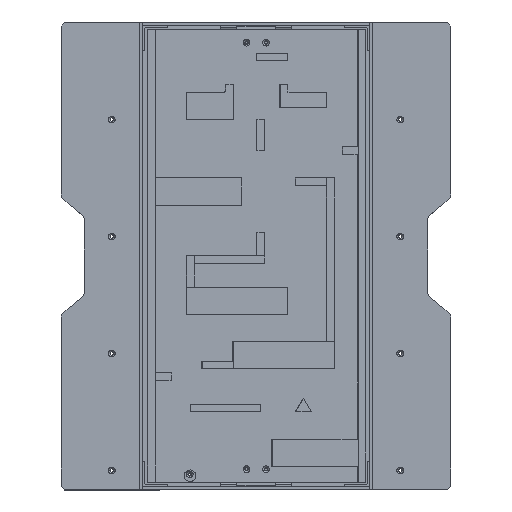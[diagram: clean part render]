
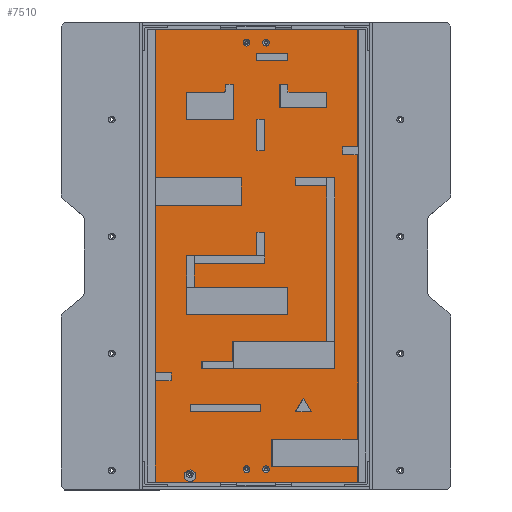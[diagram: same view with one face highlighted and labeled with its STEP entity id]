
A CAD part, top view. The second image highlights one B-rep face of the part: STEP entity #7510.
In plain terms, the highlighted face is planar.
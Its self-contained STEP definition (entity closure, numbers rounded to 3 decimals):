
#105 = EDGE_LOOP ( 'NONE', ( #11388, #10354 ) ) ;
#237 = AXIS2_PLACEMENT_3D ( 'NONE', #5866, #14719, #7152 ) ;
#333 = ORIENTED_EDGE ( 'NONE', *, *, #5354, .F. ) ;
#734 = CARTESIAN_POINT ( 'NONE',  ( 62.5, 8., 4. ) ) ;
#975 = DIRECTION ( 'NONE',  ( 1., 0., 0. ) ) ;
#1228 = DIRECTION ( 'NONE',  ( 0., 0., -1. ) ) ;
#1230 = EDGE_CURVE ( 'NONE', #2224, #4463, #3270, .T. ) ;
#1291 = AXIS2_PLACEMENT_3D ( 'NONE', #10810, #3189, #12081 ) ;
#1479 = CIRCLE ( 'NONE', #16442, 4.3 ) ;
#1497 = CARTESIAN_POINT ( 'NONE',  ( 148.2, 16.5, 4. ) ) ;
#1869 = ORIENTED_EDGE ( 'NONE', *, *, #7540, .F. ) ;
#1906 = FACE_BOUND ( 'NONE', #11165, .T. ) ;
#1923 = CARTESIAN_POINT ( 'NONE',  ( 156.8, 563.5, 4. ) ) ;
#2016 = EDGE_LOOP ( 'NONE', ( #3812, #4240, #10413, #10823 ) ) ;
#2224 = VERTEX_POINT ( 'NONE', #7974 ) ;
#2321 = VERTEX_POINT ( 'NONE', #4235 ) ;
#2336 = VERTEX_POINT ( 'NONE', #3135 ) ;
#2348 = CARTESIAN_POINT ( 'NONE',  ( 152.5, 563.5, 4. ) ) ;
#2486 = CARTESIAN_POINT ( 'NONE',  ( 0., 0., 4. ) ) ;
#2596 = CARTESIAN_POINT ( 'NONE',  ( 127.5, 563.5, 4. ) ) ;
#2712 = FACE_BOUND ( 'NONE', #105, .T. ) ;
#2788 = EDGE_LOOP ( 'NONE', ( #333, #12175 ) ) ;
#2945 = CARTESIAN_POINT ( 'NONE',  ( 0., 580., 4. ) ) ;
#2999 = EDGE_CURVE ( 'NONE', #4463, #13152, #16463, .T. ) ;
#3135 = CARTESIAN_POINT ( 'NONE',  ( 131.8, 16.5, 4. ) ) ;
#3185 = CIRCLE ( 'NONE', #6834, 4.3 ) ;
#3189 = DIRECTION ( 'NONE',  ( 0., 0., 1. ) ) ;
#3200 = CARTESIAN_POINT ( 'NONE',  ( 280., 0., 4. ) ) ;
#3270 = LINE ( 'NONE', #7976, #6279 ) ;
#3478 = EDGE_CURVE ( 'NONE', #9182, #2224, #10578, .T. ) ;
#3657 = DIRECTION ( 'NONE',  ( 1., 0., 0. ) ) ;
#3709 = AXIS2_PLACEMENT_3D ( 'NONE', #7247, #16052, #8538 ) ;
#3775 = VERTEX_POINT ( 'NONE', #11160 ) ;
#3812 = ORIENTED_EDGE ( 'NONE', *, *, #3478, .T. ) ;
#3898 = DIRECTION ( 'NONE',  ( 1., 0., 0. ) ) ;
#4235 = CARTESIAN_POINT ( 'NONE',  ( 148.2, 563.5, 4. ) ) ;
#4240 = ORIENTED_EDGE ( 'NONE', *, *, #1230, .T. ) ;
#4463 = VERTEX_POINT ( 'NONE', #3200 ) ;
#4566 = CIRCLE ( 'NONE', #1291, 4.3 ) ;
#4690 = DIRECTION ( 'NONE',  ( 0., 0., 1. ) ) ;
#4994 = CIRCLE ( 'NONE', #13616, 4.3 ) ;
#5199 = EDGE_CURVE ( 'NONE', #5769, #3775, #3185, .T. ) ;
#5325 = FACE_BOUND ( 'NONE', #13321, .T. ) ;
#5354 = EDGE_CURVE ( 'NONE', #3775, #5769, #4994, .T. ) ;
#5515 = CIRCLE ( 'NONE', #13439, 4.3 ) ;
#5534 = DIRECTION ( 'NONE',  ( -1., 0., 0. ) ) ;
#5689 = AXIS2_PLACEMENT_3D ( 'NONE', #12272, #4690, #13526 ) ;
#5769 = VERTEX_POINT ( 'NONE', #1497 ) ;
#5866 = CARTESIAN_POINT ( 'NONE',  ( 55., 8., 4. ) ) ;
#5885 = ORIENTED_EDGE ( 'NONE', *, *, #8121, .F. ) ;
#6043 = LINE ( 'NONE', #2945, #9028 ) ;
#6095 = VERTEX_POINT ( 'NONE', #6440 ) ;
#6122 = CARTESIAN_POINT ( 'NONE',  ( 123.2, 563.5, 4. ) ) ;
#6279 = VECTOR ( 'NONE', #7940, 1000. ) ;
#6440 = CARTESIAN_POINT ( 'NONE',  ( 131.8, 563.5, 4. ) ) ;
#6525 = FACE_BOUND ( 'NONE', #12876, .T. ) ;
#6625 = CIRCLE ( 'NONE', #3709, 7.5 ) ;
#6654 = CARTESIAN_POINT ( 'NONE',  ( 47.5, 8., 4. ) ) ;
#6834 = AXIS2_PLACEMENT_3D ( 'NONE', #8020, #7968, #7561 ) ;
#7033 = CARTESIAN_POINT ( 'NONE',  ( 127.5, 16.5, 4. ) ) ;
#7126 = EDGE_CURVE ( 'NONE', #16393, #2336, #10119, .T. ) ;
#7152 = DIRECTION ( 'NONE',  ( 1., 0., 0. ) ) ;
#7176 = EDGE_CURVE ( 'NONE', #12833, #8620, #9723, .T. ) ;
#7247 = CARTESIAN_POINT ( 'NONE',  ( 55., 8., 4. ) ) ;
#7510 = ADVANCED_FACE ( 'NONE', ( #6525, #5325, #1906, #15038, #2712, #8728 ), #16424, .F. ) ;
#7540 = EDGE_CURVE ( 'NONE', #13950, #6095, #1479, .T. ) ;
#7561 = DIRECTION ( 'NONE',  ( 1., 0., 0. ) ) ;
#7901 = CIRCLE ( 'NONE', #11623, 4.3 ) ;
#7940 = DIRECTION ( 'NONE',  ( 1., 0., 0. ) ) ;
#7968 = DIRECTION ( 'NONE',  ( 0., 0., 1. ) ) ;
#7974 = CARTESIAN_POINT ( 'NONE',  ( 0., 0., 4. ) ) ;
#7976 = CARTESIAN_POINT ( 'NONE',  ( 0., 0., 4. ) ) ;
#8018 = EDGE_CURVE ( 'NONE', #2336, #16393, #12451, .T. ) ;
#8020 = CARTESIAN_POINT ( 'NONE',  ( 152.5, 16.5, 4. ) ) ;
#8026 = ORIENTED_EDGE ( 'NONE', *, *, #8018, .F. ) ;
#8076 = CARTESIAN_POINT ( 'NONE',  ( 0., 0., 4. ) ) ;
#8121 = EDGE_CURVE ( 'NONE', #11517, #2321, #7901, .T. ) ;
#8328 = DIRECTION ( 'NONE',  ( 1., 0., 0. ) ) ;
#8538 = DIRECTION ( 'NONE',  ( 1., 0., 0. ) ) ;
#8620 = VERTEX_POINT ( 'NONE', #734 ) ;
#8692 = DIRECTION ( 'NONE',  ( 0., 0., 1. ) ) ;
#8728 = FACE_OUTER_BOUND ( 'NONE', #2016, .T. ) ;
#8907 = ORIENTED_EDGE ( 'NONE', *, *, #10751, .F. ) ;
#9002 = ORIENTED_EDGE ( 'NONE', *, *, #7126, .F. ) ;
#9028 = VECTOR ( 'NONE', #5534, 1000. ) ;
#9182 = VERTEX_POINT ( 'NONE', #13166 ) ;
#9367 = DIRECTION ( 'NONE',  ( 0., -1., 0. ) ) ;
#9723 = CIRCLE ( 'NONE', #237, 7.5 ) ;
#10119 = CIRCLE ( 'NONE', #13413, 4.3 ) ;
#10194 = DIRECTION ( 'NONE',  ( -1., 0., 0. ) ) ;
#10354 = ORIENTED_EDGE ( 'NONE', *, *, #7176, .F. ) ;
#10413 = ORIENTED_EDGE ( 'NONE', *, *, #2999, .T. ) ;
#10578 = LINE ( 'NONE', #8076, #13939 ) ;
#10751 = EDGE_CURVE ( 'NONE', #6095, #13950, #4566, .T. ) ;
#10810 = CARTESIAN_POINT ( 'NONE',  ( 127.5, 563.5, 4. ) ) ;
#10823 = ORIENTED_EDGE ( 'NONE', *, *, #15088, .T. ) ;
#11160 = CARTESIAN_POINT ( 'NONE',  ( 156.8, 16.5, 4. ) ) ;
#11165 = EDGE_LOOP ( 'NONE', ( #8026, #9002 ) ) ;
#11264 = DIRECTION ( 'NONE',  ( 0., 0., 1. ) ) ;
#11388 = ORIENTED_EDGE ( 'NONE', *, *, #15325, .F. ) ;
#11502 = DIRECTION ( 'NONE',  ( 0., 0., 1. ) ) ;
#11517 = VERTEX_POINT ( 'NONE', #1923 ) ;
#11530 = CARTESIAN_POINT ( 'NONE',  ( 123.2, 16.5, 4. ) ) ;
#11623 = AXIS2_PLACEMENT_3D ( 'NONE', #16201, #8692, #975 ) ;
#12081 = DIRECTION ( 'NONE',  ( 1., 0., 0. ) ) ;
#12175 = ORIENTED_EDGE ( 'NONE', *, *, #5199, .F. ) ;
#12272 = CARTESIAN_POINT ( 'NONE',  ( 127.5, 16.5, 4. ) ) ;
#12451 = CIRCLE ( 'NONE', #5689, 4.3 ) ;
#12561 = EDGE_CURVE ( 'NONE', #2321, #11517, #5515, .T. ) ;
#12833 = VERTEX_POINT ( 'NONE', #6654 ) ;
#12876 = EDGE_LOOP ( 'NONE', ( #8907, #1869 ) ) ;
#13152 = VERTEX_POINT ( 'NONE', #14781 ) ;
#13166 = CARTESIAN_POINT ( 'NONE',  ( 0., 580., 4. ) ) ;
#13321 = EDGE_LOOP ( 'NONE', ( #5885, #15183 ) ) ;
#13413 = AXIS2_PLACEMENT_3D ( 'NONE', #7033, #15848, #8328 ) ;
#13439 = AXIS2_PLACEMENT_3D ( 'NONE', #2348, #11264, #3657 ) ;
#13526 = DIRECTION ( 'NONE',  ( 1., 0., 0. ) ) ;
#13544 = VECTOR ( 'NONE', #14919, 1000. ) ;
#13616 = AXIS2_PLACEMENT_3D ( 'NONE', #14582, #14478, #14419 ) ;
#13697 = CARTESIAN_POINT ( 'NONE',  ( 280., 0., 4. ) ) ;
#13939 = VECTOR ( 'NONE', #9367, 1000. ) ;
#13950 = VERTEX_POINT ( 'NONE', #6122 ) ;
#14419 = DIRECTION ( 'NONE',  ( 1., 0., 0. ) ) ;
#14478 = DIRECTION ( 'NONE',  ( 0., 0., 1. ) ) ;
#14582 = CARTESIAN_POINT ( 'NONE',  ( 152.5, 16.5, 4. ) ) ;
#14719 = DIRECTION ( 'NONE',  ( 0., 0., 1. ) ) ;
#14781 = CARTESIAN_POINT ( 'NONE',  ( 280., 580., 4. ) ) ;
#14919 = DIRECTION ( 'NONE',  ( 0., 1., 0. ) ) ;
#15038 = FACE_BOUND ( 'NONE', #2788, .T. ) ;
#15088 = EDGE_CURVE ( 'NONE', #13152, #9182, #6043, .T. ) ;
#15183 = ORIENTED_EDGE ( 'NONE', *, *, #12561, .F. ) ;
#15325 = EDGE_CURVE ( 'NONE', #8620, #12833, #6625, .T. ) ;
#15626 = AXIS2_PLACEMENT_3D ( 'NONE', #2486, #1228, #10194 ) ;
#15848 = DIRECTION ( 'NONE',  ( 0., 0., 1. ) ) ;
#16052 = DIRECTION ( 'NONE',  ( 0., 0., 1. ) ) ;
#16201 = CARTESIAN_POINT ( 'NONE',  ( 152.5, 563.5, 4. ) ) ;
#16393 = VERTEX_POINT ( 'NONE', #11530 ) ;
#16424 = PLANE ( 'NONE',  #15626 ) ;
#16442 = AXIS2_PLACEMENT_3D ( 'NONE', #2596, #11502, #3898 ) ;
#16463 = LINE ( 'NONE', #13697, #13544 ) ;
